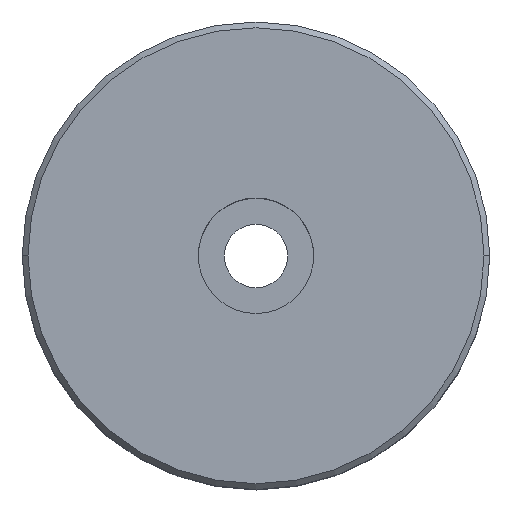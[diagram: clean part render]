
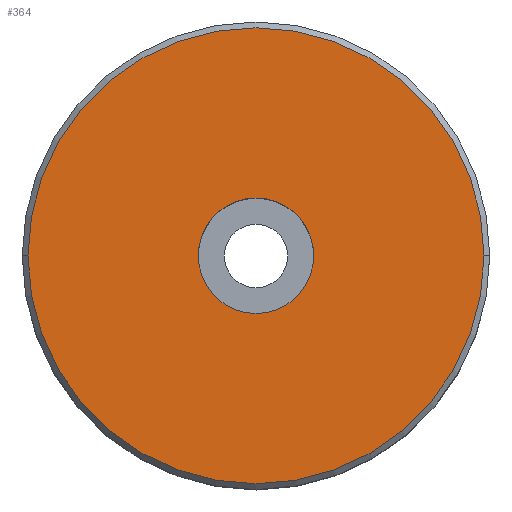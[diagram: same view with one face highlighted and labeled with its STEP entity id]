
A CAD part, top view. The second image highlights one B-rep face of the part: STEP entity #364.
In plain terms, the highlighted planar face has unit normal (0, 0, 1).
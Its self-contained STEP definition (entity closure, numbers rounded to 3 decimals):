
#85=CARTESIAN_POINT('',(0.,0.,25.));
#86=DIRECTION('',(0.,0.,1.));
#87=DIRECTION('',(0.,-1.,0.));
#88=AXIS2_PLACEMENT_3D('',#85,#86,#87);
#90=CARTESIAN_POINT('',(0.,0.,25.));
#91=DIRECTION('',(0.,0.,1.));
#92=DIRECTION('',(0.,1.,0.));
#93=AXIS2_PLACEMENT_3D('',#90,#91,#92);
#95=CARTESIAN_POINT('',(0.,0.,25.));
#96=DIRECTION('',(0.,0.,1.));
#97=DIRECTION('',(1.,0.,0.));
#98=AXIS2_PLACEMENT_3D('',#95,#96,#97);
#100=CARTESIAN_POINT('',(0.,0.,25.));
#101=DIRECTION('',(0.,0.,1.));
#102=DIRECTION('',(-1.,0.,0.));
#103=AXIS2_PLACEMENT_3D('',#100,#101,#102);
#179=CARTESIAN_POINT('',(0.,-5.,25.));
#180=CARTESIAN_POINT('',(0.,5.,25.));
#181=VERTEX_POINT('',#179);
#182=VERTEX_POINT('',#180);
#195=CARTESIAN_POINT('',(19.75,0.,25.));
#196=CARTESIAN_POINT('',(-19.75,0.,25.));
#197=VERTEX_POINT('',#195);
#198=VERTEX_POINT('',#196);
#348=CARTESIAN_POINT('',(0.,0.,25.));
#349=DIRECTION('',(0.,0.,1.));
#350=DIRECTION('',(1.,0.,0.));
#351=AXIS2_PLACEMENT_3D('',#348,#349,#350);
#352=PLANE('',#351);
#354=ORIENTED_EDGE('',*,*,#353,.F.);
#356=ORIENTED_EDGE('',*,*,#355,.F.);
#357=EDGE_LOOP('',(#354,#356));
#358=FACE_OUTER_BOUND('',#357,.F.);
#359=ORIENTED_EDGE('',*,*,#338,.T.);
#361=ORIENTED_EDGE('',*,*,#360,.T.);
#362=EDGE_LOOP('',(#359,#361));
#363=FACE_BOUND('',#362,.F.);
#364=ADVANCED_FACE('',(#358,#363),#352,.T.);
#89=CIRCLE('',#88,5.);
#94=CIRCLE('',#93,5.);
#99=CIRCLE('',#98,19.75);
#104=CIRCLE('',#103,19.75);
#338=EDGE_CURVE('',#181,#182,#89,.T.);
#353=EDGE_CURVE('',#197,#198,#99,.T.);
#355=EDGE_CURVE('',#198,#197,#104,.T.);
#360=EDGE_CURVE('',#182,#181,#94,.T.);
